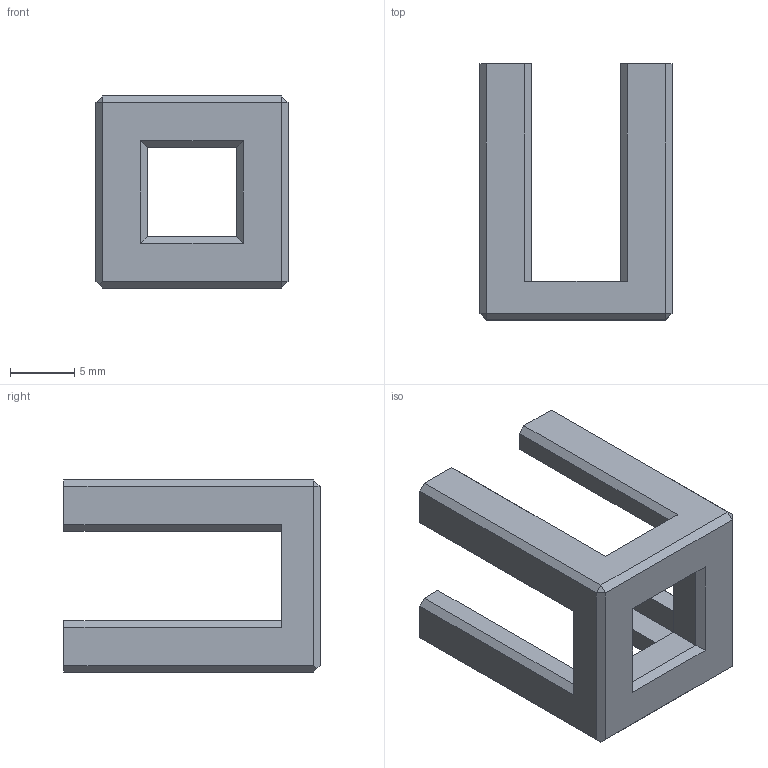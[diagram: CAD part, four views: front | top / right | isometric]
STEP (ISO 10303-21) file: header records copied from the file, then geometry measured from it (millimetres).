
FILE_DESCRIPTION(/* description */ (''),/* implementation_level */ '2;1');
FILE_NAME(/* name */ 'estructura3.step',/* time_stamp */ '2020-09-29T10:25:01-03:00',/* author */ (''),/* organization */ (''),/* preprocessor_version */ 'ST-DEVELOPER v18.1',/* originating_system */ 'Autodesk Translation Framework v9.3.0.1241',/* authorisation */ '');
FILE_SCHEMA (('AUTOMOTIVE_DESIGN { 1 0 10303 214 3 1 1 }'));
Length unit declared in the file: millimetre
Products named in the file (1): est_high
Bounding box: 15 x 20 x 15 mm (x, y, z)
Volume: 1306.2 mm3; surface area: 1614.5 mm2
Topology: 1 solids, 1 shells, 53 faces, 140 edges, 89 vertices
Faces by surface type: plane 53
Entity records: 1627 total; most frequent: CARTESIAN_POINT 283, ORIENTED_EDGE 280, DIRECTION 248, LINE 140, VECTOR 140, EDGE_CURVE 140, VERTEX_POINT 89, EDGE_LOOP 55
